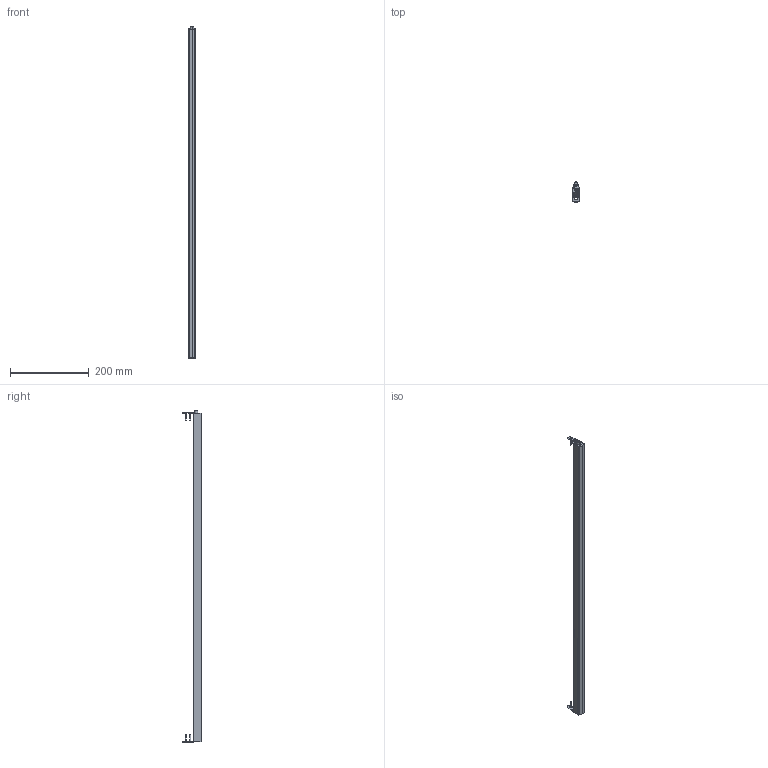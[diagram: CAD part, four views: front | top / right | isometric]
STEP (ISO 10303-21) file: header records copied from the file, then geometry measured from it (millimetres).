
FILE_DESCRIPTION (( 'STEP AP203' ), '1' );
FILE_NAME ('MF 835 plus.STEP', '2025-02-28T12:39:06', ( '' ), ( '' ), 'SwSTEP 2.0', 'SolidWorks 2023', '' );
FILE_SCHEMA (( 'CONFIG_CONTROL_DESIGN' ));
Length unit declared in the file: millimetre
Products named in the file (6): Schraube d3x20_01; MF 835 plus; Betätigungsteil_20; Innengeometrie_20_plus_833; Haltewinkel 20_900242 Haltewinkel MF Metall; Aussengehäuse MF_833
Assembly tree (9 placements, depth 2):
  MF 835 plus
    Aussengehäuse MF_833
    Innengeometrie_20_plus_833
    Betätigungsteil_20
    Haltewinkel 20_900242 Haltewinkel MF Metall  x2
    Schraube d3x20_01  x4
Bounding box: 20 x 50.32 x 842 mm (x, y, z)
Volume: 211879 mm3; surface area: 221849.5 mm2
Topology: 22 solids, 22 shells, 1119 faces, 3103 edges, 2056 vertices
Faces by surface type: plane 551, bspline 442, cylinder 100, cone 24, torus 2
Entity records: 42604 total; most frequent: CARTESIAN_POINT 22984, ORIENTED_EDGE 4560, DIRECTION 2676, EDGE_CURVE 2280, VERTEX_POINT 1517, LINE 1478, VECTOR 1478, EDGE_LOOP 917
